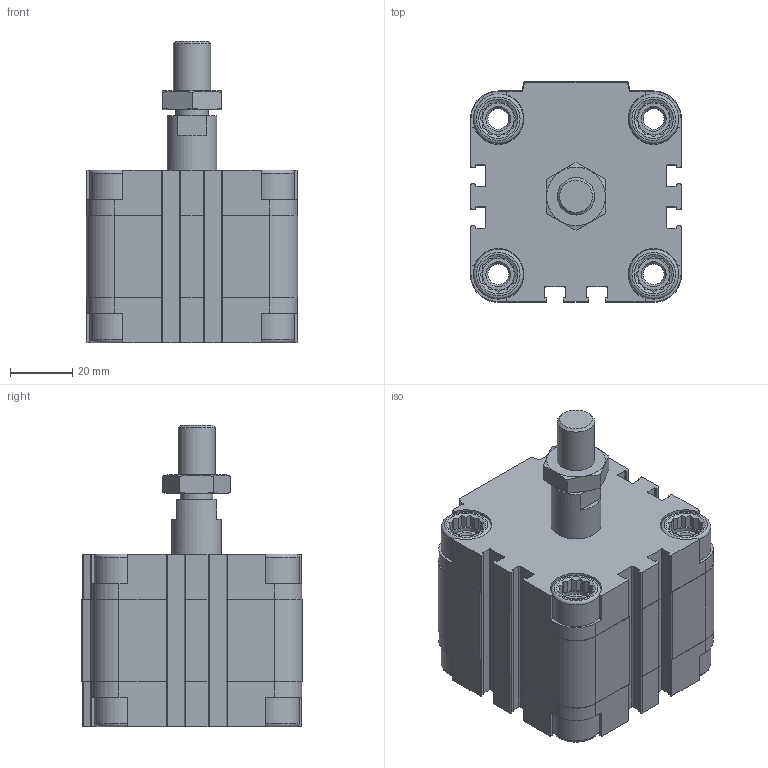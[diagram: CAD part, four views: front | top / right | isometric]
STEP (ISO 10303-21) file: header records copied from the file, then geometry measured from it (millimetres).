
FILE_DESCRIPTION(/* description */ ('STEP AP214'),/* implementation_level */ '2;1');
FILE_NAME(/* name */ '157282_AEVUZ-50-10-A-P-A',/* time_stamp */ '2024-08-02T21:11:10+02:00',/* author */ ('License CC BY-ND 4.0'),/* organization */ ('CADENAS'),/* preprocessor_version */ 'ST-DEVELOPER v19.3',/* originating_system */ 'PARTsolutions',/* authorisation */ ' ');
FILE_SCHEMA (('AUTOMOTIVE_DESIGN {1 0 10303 214 3 1 1}'));
Length unit declared in the file: millimetre
Products named in the file (5): 157282 AEVUZ-50-10-A-P-A---(0); 157282 AEVUZ-50-10-A-P-A---(0_ZR); 157282 AEVUZ-50-10-A-P-A---(KS); DIN-439-B - M12x1.25(F); 340116 G1/8-AEVU
Assembly tree (4 placements, depth 2):
  157282 AEVUZ-50-10-A-P-A---(0)
    157282 AEVUZ-50-10-A-P-A---(0_ZR)
    157282 AEVUZ-50-10-A-P-A---(KS)
    DIN-439-B - M12x1.25(F)
    340116 G1/8-AEVU
Bounding box: 68 x 71 x 97 mm (x, y, z)
Volume: 217712.1 mm3; surface area: 54908.2 mm2
Topology: 4 solids, 4 shells, 668 faces, 1787 edges, 1166 vertices
Faces by surface type: plane 435, cylinder 194, cone 31, torus 8
Full cylindrical faces by diameter (mm): 6 x1, 6.2 x1, 6.647 x8, 8.3 x1, 8.566 x2, 10.2 x8, 10.4 x4, 10.466 x1, 10.647 x1, 12 x1, 16 x10, 50 x2
Entity records: 20579 total; most frequent: CARTESIAN_POINT 4167, ORIENTED_EDGE 3392, DIRECTION 3258, EDGE_CURVE 1696, VERTEX_POINT 1154, AXIS2_PLACEMENT_3D 1099, LINE 1060, VECTOR 1060
